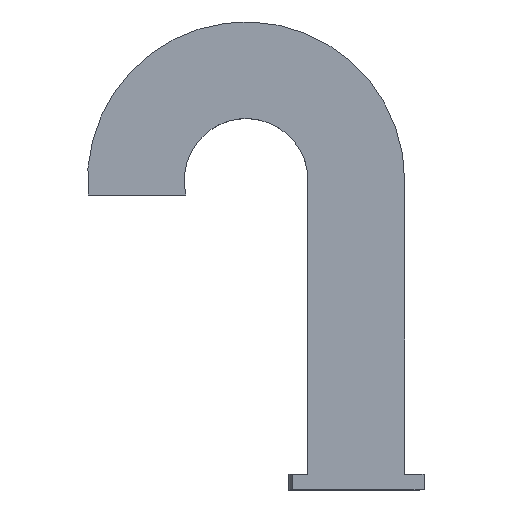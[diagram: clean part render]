
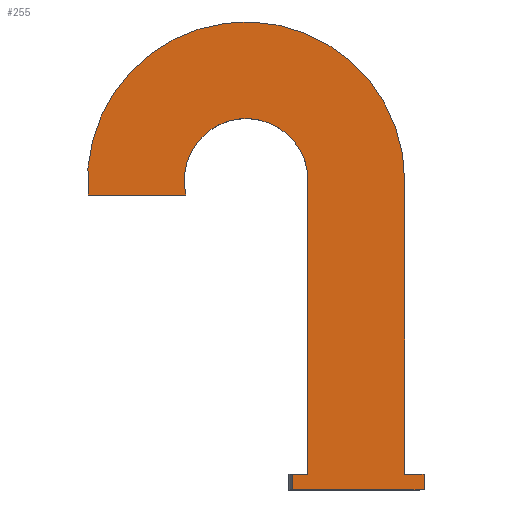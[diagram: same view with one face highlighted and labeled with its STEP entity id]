
A CAD part, top view. The second image highlights one B-rep face of the part: STEP entity #255.
In plain terms, the highlighted planar face has unit normal (0, 0, 1).
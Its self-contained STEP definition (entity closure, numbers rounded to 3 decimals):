
#15=PLANE('',#287);
#27=FACE_OUTER_BOUND('',#41,.T.);
#41=EDGE_LOOP('',(#185,#186,#187,#188,#189,#190,#191,#192,#193,#194));
#54=LINE('',#386,#82);
#57=LINE('',#398,#85);
#58=LINE('',#400,#86);
#59=LINE('',#402,#87);
#60=LINE('',#404,#88);
#61=LINE('',#408,#89);
#62=LINE('',#412,#90);
#63=LINE('',#413,#91);
#82=VECTOR('',#312,10.);
#85=VECTOR('',#323,10.);
#86=VECTOR('',#324,10.);
#87=VECTOR('',#325,10.);
#88=VECTOR('',#326,10.);
#89=VECTOR('',#329,10.);
#90=VECTOR('',#332,10.);
#91=VECTOR('',#333,10.);
#113=CIRCLE('',#288,20.5);
#114=CIRCLE('',#289,8.);
#118=VERTEX_POINT('',#380);
#120=VERTEX_POINT('',#384);
#125=VERTEX_POINT('',#397);
#126=VERTEX_POINT('',#399);
#127=VERTEX_POINT('',#401);
#128=VERTEX_POINT('',#403);
#129=VERTEX_POINT('',#405);
#130=VERTEX_POINT('',#407);
#131=VERTEX_POINT('',#409);
#132=VERTEX_POINT('',#411);
#144=EDGE_CURVE('',#118,#120,#54,.T.);
#149=EDGE_CURVE('',#120,#125,#57,.T.);
#150=EDGE_CURVE('',#125,#126,#58,.T.);
#151=EDGE_CURVE('',#126,#127,#59,.T.);
#152=EDGE_CURVE('',#127,#128,#60,.T.);
#153=EDGE_CURVE('',#128,#129,#113,.T.);
#154=EDGE_CURVE('',#129,#130,#61,.T.);
#155=EDGE_CURVE('',#130,#131,#114,.T.);
#156=EDGE_CURVE('',#131,#132,#62,.T.);
#157=EDGE_CURVE('',#132,#118,#63,.T.);
#185=ORIENTED_EDGE('',*,*,#144,.T.);
#186=ORIENTED_EDGE('',*,*,#149,.T.);
#187=ORIENTED_EDGE('',*,*,#150,.T.);
#188=ORIENTED_EDGE('',*,*,#151,.T.);
#189=ORIENTED_EDGE('',*,*,#152,.T.);
#190=ORIENTED_EDGE('',*,*,#153,.T.);
#191=ORIENTED_EDGE('',*,*,#154,.T.);
#192=ORIENTED_EDGE('',*,*,#155,.T.);
#193=ORIENTED_EDGE('',*,*,#156,.T.);
#194=ORIENTED_EDGE('',*,*,#157,.T.);
#255=ADVANCED_FACE('',(#27),#15,.T.);
#287=AXIS2_PLACEMENT_3D('',#396,#321,#322);
#288=AXIS2_PLACEMENT_3D('',#406,#327,#328);
#289=AXIS2_PLACEMENT_3D('',#410,#330,#331);
#312=DIRECTION('',(0.,-1.,0.));
#321=DIRECTION('center_axis',(0.,0.,1.));
#322=DIRECTION('ref_axis',(1.,0.,0.));
#323=DIRECTION('',(1.,0.,0.));
#324=DIRECTION('',(0.,1.,0.));
#325=DIRECTION('',(-1.,0.,0.));
#326=DIRECTION('',(0.,1.,0.));
#327=DIRECTION('center_axis',(0.,0.,1.));
#328=DIRECTION('ref_axis',(1.,0.,0.));
#329=DIRECTION('',(1.,0.,0.));
#330=DIRECTION('center_axis',(0.,0.,-1.));
#331=DIRECTION('ref_axis',(1.,0.,0.));
#332=DIRECTION('',(0.,-1.,0.));
#333=DIRECTION('',(-1.,0.,0.));
#380=CARTESIAN_POINT('',(48.709,2.,6.));
#384=CARTESIAN_POINT('',(48.709,0.,6.));
#386=CARTESIAN_POINT('',(48.709,0.,6.));
#396=CARTESIAN_POINT('Origin',(43.929,30.25,6.));
#397=CARTESIAN_POINT('',(65.679,0.,6.));
#398=CARTESIAN_POINT('',(48.179,0.,6.));
#399=CARTESIAN_POINT('',(65.679,2.,6.));
#400=CARTESIAN_POINT('',(65.679,0.,6.));
#401=CARTESIAN_POINT('',(63.179,2.,6.));
#402=CARTESIAN_POINT('',(65.679,2.,6.));
#403=CARTESIAN_POINT('',(63.179,40.,6.));
#404=CARTESIAN_POINT('',(63.179,2.,6.));
#405=CARTESIAN_POINT('',(22.266,38.119,6.));
#406=CARTESIAN_POINT('Origin',(42.679,40.,6.));
#407=CARTESIAN_POINT('',(34.903,38.119,6.));
#408=CARTESIAN_POINT('',(34.903,38.119,6.));
#409=CARTESIAN_POINT('',(50.679,40.,6.));
#410=CARTESIAN_POINT('Origin',(42.679,40.,6.));
#411=CARTESIAN_POINT('',(50.679,2.,6.));
#412=CARTESIAN_POINT('',(50.679,2.,6.));
#413=CARTESIAN_POINT('',(48.179,2.,6.));
